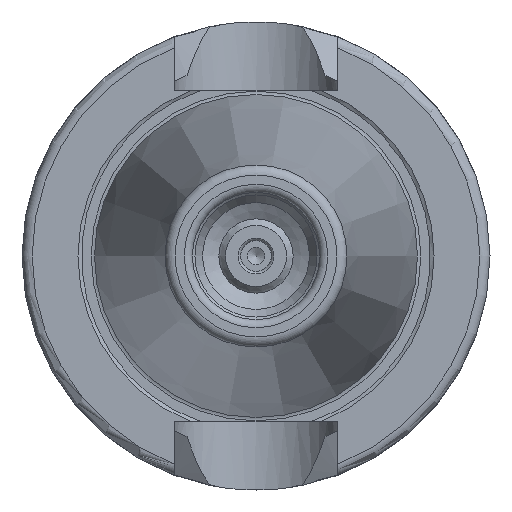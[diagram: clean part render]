
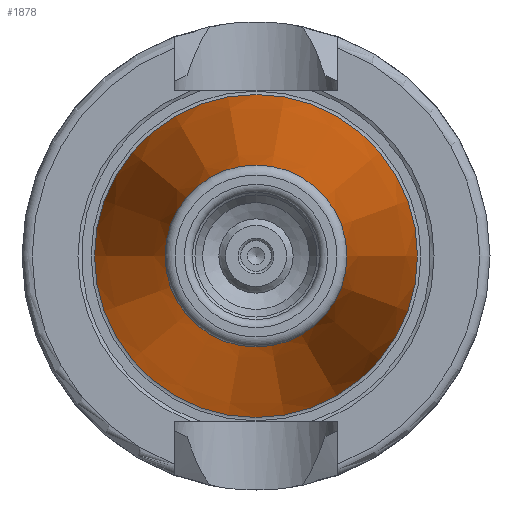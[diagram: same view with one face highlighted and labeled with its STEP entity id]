
A CAD part, left-side view. The second image highlights one B-rep face of the part: STEP entity #1878.
In plain terms, the highlighted conical face has half-angle 8.297 degrees and reference radius 12.408 mm.
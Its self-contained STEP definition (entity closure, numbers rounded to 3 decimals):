
#1836=CARTESIAN_POINT('',(-47.544,8.941,0.0));
#1837=VERTEX_POINT('',#1836);
#1838=CARTESIAN_POINT('',(-47.544,0.0,0.0));
#1839=DIRECTION('',(1.0,0.0,0.0));
#1840=DIRECTION('',(0.0,1.0,0.0));
#1841=AXIS2_PLACEMENT_3D('',#1838,#1839,#1840);
#1842=CIRCLE('',#1841,8.941);
#1843=EDGE_CURVE('',#1837,#1837,#1842,.T.);
#1859=CARTESIAN_POINT('',(-23.772,0.0,0.0));
#1860=DIRECTION('',(1.0,0.0,0.0));
#1861=DIRECTION('',(0.0,1.0,0.0));
#1862=AXIS2_PLACEMENT_3D('',#1859,#1860,#1861);
#1863=CONICAL_SURFACE('',#1862,12.408,8.297);
#1864=CARTESIAN_POINT('',(0.,15.875,0.0));
#1865=VERTEX_POINT('',#1864);
#1866=CARTESIAN_POINT('',(0.0,0.0,0.0));
#1867=DIRECTION('',(1.0,0.0,0.0));
#1868=DIRECTION('',(0.0,1.0,0.0));
#1869=AXIS2_PLACEMENT_3D('',#1866,#1867,#1868);
#1870=CIRCLE('',#1869,15.875);
#1871=EDGE_CURVE('',#1865,#1865,#1870,.T.);
#1872=ORIENTED_EDGE('',*,*,#1871,.F.);
#1873=EDGE_LOOP('',(#1872));
#1874=FACE_OUTER_BOUND('',#1873,.T.);
#1875=ORIENTED_EDGE('',*,*,#1843,.T.);
#1876=EDGE_LOOP('',(#1875));
#1877=FACE_BOUND('',#1876,.T.);
#1878=ADVANCED_FACE('',(#1874,#1877),#1863,.T.);
